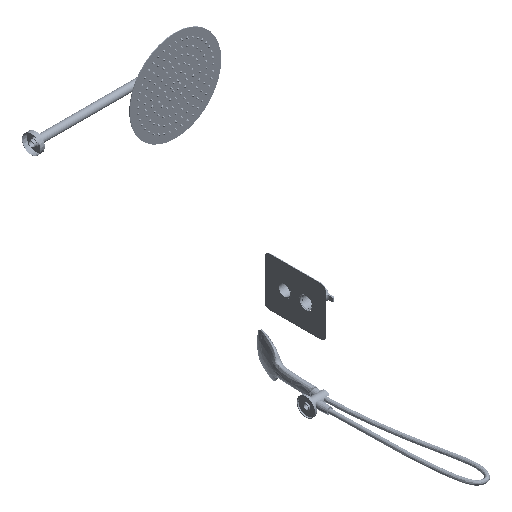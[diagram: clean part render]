
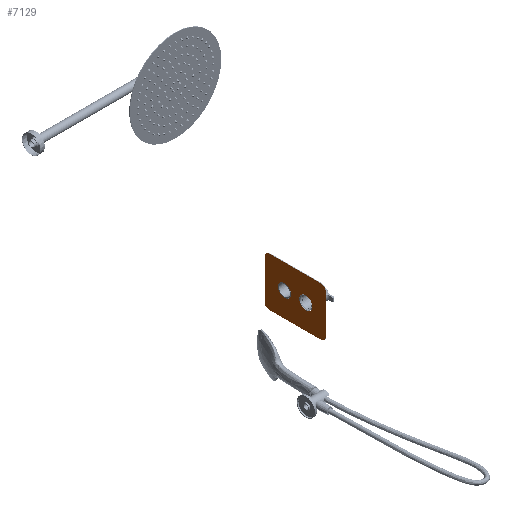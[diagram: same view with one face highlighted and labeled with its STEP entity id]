
A CAD part, isometric view. The second image highlights one B-rep face of the part: STEP entity #7129.
In plain terms, the highlighted planar face has unit normal (-1, 0, 0).
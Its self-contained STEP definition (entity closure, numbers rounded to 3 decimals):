
#925 = AXIS2_PLACEMENT_3D ( 'NONE', #199607, #195211, #192999 ) ;
#4400 = EDGE_CURVE ( 'NONE', #172330, #282700, #234038, .T. ) ;
#5057 = VERTEX_POINT ( 'NONE', #258026 ) ;
#7129 = ADVANCED_FACE ( 'NONE', ( #394809, #363531, #88808 ), #191603, .T. ) ;
#9941 = LINE ( 'NONE', #83530, #421652 ) ;
#11434 = DIRECTION ( 'NONE',  ( 0., 0., 1. ) ) ;
#14440 = EDGE_CURVE ( 'NONE', #85545, #138195, #336341, .T. ) ;
#16824 = ORIENTED_EDGE ( 'NONE', *, *, #406047, .T. ) ;
#17189 = DIRECTION ( 'NONE',  ( 0., 0., 1. ) ) ;
#17584 = AXIS2_PLACEMENT_3D ( 'NONE', #281775, #288335, #11434 ) ;
#22361 = CARTESIAN_POINT ( 'NONE',  ( -6.8, -65., 80. ) ) ;
#25110 = CARTESIAN_POINT ( 'NONE',  ( -6.8, 135., 65. ) ) ;
#27015 = CARTESIAN_POINT ( 'NONE',  ( -6.8, 0., 0. ) ) ;
#28112 = CIRCLE ( 'NONE', #341825, 15. ) ;
#31529 = CARTESIAN_POINT ( 'NONE',  ( -6.8, -50., 80. ) ) ;
#34177 = DIRECTION ( 'NONE',  ( 0., 0., 1. ) ) ;
#41638 = VERTEX_POINT ( 'NONE', #58938 ) ;
#51537 = EDGE_CURVE ( 'NONE', #416334, #416334, #373495, .T. ) ;
#52386 = AXIS2_PLACEMENT_3D ( 'NONE', #264422, #134716, #34177 ) ;
#57556 = DIRECTION ( 'NONE',  ( -1., 0., 0. ) ) ;
#58938 = CARTESIAN_POINT ( 'NONE',  ( -6.8, 135., -65. ) ) ;
#68333 = CARTESIAN_POINT ( 'NONE',  ( -6.8, 0., 21.25 ) ) ;
#79344 = EDGE_LOOP ( 'NONE', ( #352294 ) ) ;
#83530 = CARTESIAN_POINT ( 'NONE',  ( -6.8, 135., -80. ) ) ;
#85545 = VERTEX_POINT ( 'NONE', #171213 ) ;
#88808 = FACE_OUTER_BOUND ( 'NONE', #105015, .T. ) ;
#93789 = EDGE_CURVE ( 'NONE', #138195, #41638, #130434, .T. ) ;
#95917 = DIRECTION ( 'NONE',  ( 0., 0., 1. ) ) ;
#105015 = EDGE_LOOP ( 'NONE', ( #175127, #259599, #16824, #440866, #394608, #345915, #180682, #390663 ) ) ;
#107459 = EDGE_CURVE ( 'NONE', #5057, #172330, #9941, .T. ) ;
#120976 = VERTEX_POINT ( 'NONE', #31529 ) ;
#130434 = LINE ( 'NONE', #233166, #177510 ) ;
#134604 = CARTESIAN_POINT ( 'NONE',  ( -6.8, -65., -80. ) ) ;
#134716 = DIRECTION ( 'NONE',  ( -1., 0., 0. ) ) ;
#138195 = VERTEX_POINT ( 'NONE', #25110 ) ;
#144454 = EDGE_CURVE ( 'NONE', #200062, #120976, #28112, .T. ) ;
#158560 = DIRECTION ( 'NONE',  ( -1., 0., 0. ) ) ;
#171213 = CARTESIAN_POINT ( 'NONE',  ( -6.8, 120., 80. ) ) ;
#172330 = VERTEX_POINT ( 'NONE', #400132 ) ;
#175127 = ORIENTED_EDGE ( 'NONE', *, *, #107459, .T. ) ;
#177510 = VECTOR ( 'NONE', #237544, 1000. ) ;
#180682 = ORIENTED_EDGE ( 'NONE', *, *, #93789, .T. ) ;
#187015 = DIRECTION ( 'NONE',  ( -1., 0., 0. ) ) ;
#191603 = PLANE ( 'NONE',  #433827 ) ;
#192999 = DIRECTION ( 'NONE',  ( 0., 0., 1. ) ) ;
#195211 = DIRECTION ( 'NONE',  ( -1., 0., 0. ) ) ;
#199016 = DIRECTION ( 'NONE',  ( -1., 0., 0. ) ) ;
#199607 = CARTESIAN_POINT ( 'NONE',  ( -6.8, 120., 65. ) ) ;
#200062 = VERTEX_POINT ( 'NONE', #277279 ) ;
#210908 = CIRCLE ( 'NONE', #332370, 21.25 ) ;
#220526 = CARTESIAN_POINT ( 'NONE',  ( -6.8, -50., 65. ) ) ;
#225085 = CARTESIAN_POINT ( 'NONE',  ( -6.8, 70., 0. ) ) ;
#225656 = DIRECTION ( 'NONE',  ( 0., 1., 0. ) ) ;
#233166 = CARTESIAN_POINT ( 'NONE',  ( -6.8, 135., 80. ) ) ;
#234038 = CIRCLE ( 'NONE', #334065, 15. ) ;
#237544 = DIRECTION ( 'NONE',  ( 0., 0., -1. ) ) ;
#254487 = VECTOR ( 'NONE', #225656, 1000. ) ;
#258026 = CARTESIAN_POINT ( 'NONE',  ( -6.8, 120., -80. ) ) ;
#259599 = ORIENTED_EDGE ( 'NONE', *, *, #4400, .T. ) ;
#261102 = EDGE_CURVE ( 'NONE', #41638, #5057, #360059, .T. ) ;
#264422 = CARTESIAN_POINT ( 'NONE',  ( -6.8, 70., 0. ) ) ;
#277279 = CARTESIAN_POINT ( 'NONE',  ( -6.8, -65., 65. ) ) ;
#281775 = CARTESIAN_POINT ( 'NONE',  ( -6.8, 120., -65. ) ) ;
#282700 = VERTEX_POINT ( 'NONE', #370006 ) ;
#286297 = VECTOR ( 'NONE', #382325, 1000. ) ;
#288335 = DIRECTION ( 'NONE',  ( -1., 0., 0. ) ) ;
#328366 = LINE ( 'NONE', #22361, #254487 ) ;
#332370 = AXIS2_PLACEMENT_3D ( 'NONE', #27015, #199016, #335232 ) ;
#334065 = AXIS2_PLACEMENT_3D ( 'NONE', #370631, #158560, #95917 ) ;
#335232 = DIRECTION ( 'NONE',  ( 0., 0., 1. ) ) ;
#336341 = CIRCLE ( 'NONE', #925, 15. ) ;
#341825 = AXIS2_PLACEMENT_3D ( 'NONE', #220526, #187015, #17189 ) ;
#345915 = ORIENTED_EDGE ( 'NONE', *, *, #14440, .T. ) ;
#352294 = ORIENTED_EDGE ( 'NONE', *, *, #51537, .F. ) ;
#360059 = CIRCLE ( 'NONE', #17584, 15. ) ;
#361296 = DIRECTION ( 'NONE',  ( 0., 0., 1. ) ) ;
#363531 = FACE_BOUND ( 'NONE', #79344, .T. ) ;
#370006 = CARTESIAN_POINT ( 'NONE',  ( -6.8, -65., -65. ) ) ;
#370631 = CARTESIAN_POINT ( 'NONE',  ( -6.8, -50., -65. ) ) ;
#373495 = CIRCLE ( 'NONE', #52386, 21.25 ) ;
#382325 = DIRECTION ( 'NONE',  ( 0., 0., 1. ) ) ;
#382830 = CARTESIAN_POINT ( 'NONE',  ( -6.8, 70., 21.25 ) ) ;
#390663 = ORIENTED_EDGE ( 'NONE', *, *, #261102, .T. ) ;
#391742 = DIRECTION ( 'NONE',  ( 0., -1., 0. ) ) ;
#394608 = ORIENTED_EDGE ( 'NONE', *, *, #433199, .T. ) ;
#394809 = FACE_BOUND ( 'NONE', #415038, .T. ) ;
#400132 = CARTESIAN_POINT ( 'NONE',  ( -6.8, -50., -80. ) ) ;
#401836 = ORIENTED_EDGE ( 'NONE', *, *, #420687, .F. ) ;
#406047 = EDGE_CURVE ( 'NONE', #282700, #200062, #413666, .T. ) ;
#412226 = VERTEX_POINT ( 'NONE', #68333 ) ;
#413666 = LINE ( 'NONE', #134604, #286297 ) ;
#415038 = EDGE_LOOP ( 'NONE', ( #401836 ) ) ;
#416334 = VERTEX_POINT ( 'NONE', #382830 ) ;
#420687 = EDGE_CURVE ( 'NONE', #412226, #412226, #210908, .T. ) ;
#421652 = VECTOR ( 'NONE', #391742, 1000. ) ;
#433199 = EDGE_CURVE ( 'NONE', #120976, #85545, #328366, .T. ) ;
#433827 = AXIS2_PLACEMENT_3D ( 'NONE', #225085, #57556, #361296 ) ;
#440866 = ORIENTED_EDGE ( 'NONE', *, *, #144454, .T. ) ;
